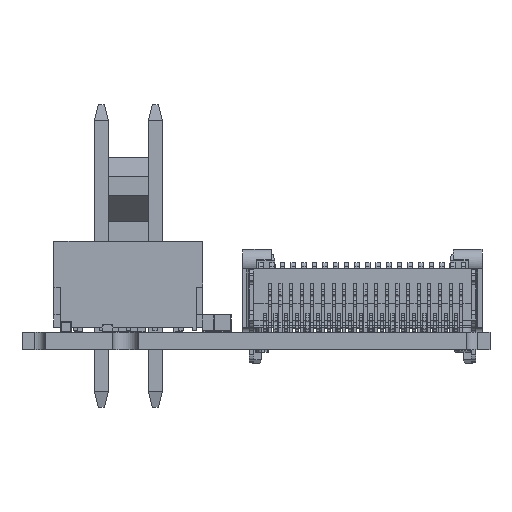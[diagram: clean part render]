
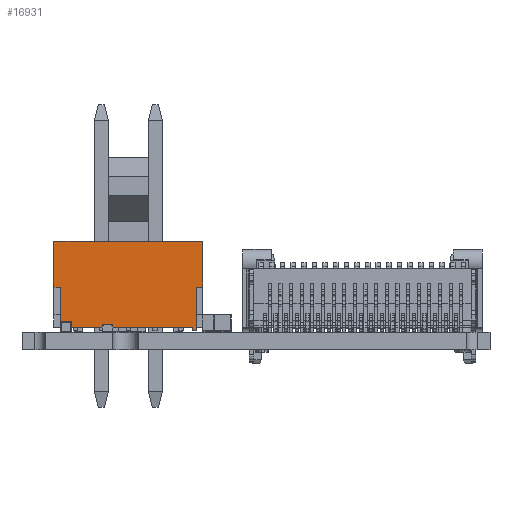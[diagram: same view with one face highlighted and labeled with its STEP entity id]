
A CAD part, front view. The second image highlights one B-rep face of the part: STEP entity #16931.
In plain terms, the highlighted face is planar.
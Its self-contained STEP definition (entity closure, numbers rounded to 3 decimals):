
#16128 = VERTEX_POINT('',#16129);
#16129 = CARTESIAN_POINT('',(-7.,3.875,-0.525));
#16135 = EDGE_CURVE('',#16128,#16136,#16138,.T.);
#16136 = VERTEX_POINT('',#16137);
#16137 = CARTESIAN_POINT('',(-7.,1.725,-0.525));
#16138 = LINE('',#16139,#16140);
#16139 = CARTESIAN_POINT('',(-7.,3.875,-0.525));
#16140 = VECTOR('',#16141,1.);
#16141 = DIRECTION('',(0.,-1.,0.));
#16416 = VERTEX_POINT('',#16417);
#16417 = CARTESIAN_POINT('',(-6.5,-0.175,-0.525));
#16423 = EDGE_CURVE('',#16424,#16416,#16426,.T.);
#16424 = VERTEX_POINT('',#16425);
#16425 = CARTESIAN_POINT('',(-0.5,-0.175,-0.525));
#16426 = LINE('',#16427,#16428);
#16427 = CARTESIAN_POINT('',(0.,-0.175,-0.525));
#16428 = VECTOR('',#16429,1.);
#16429 = DIRECTION('',(-1.,0.,0.));
#16855 = VERTEX_POINT('',#16856);
#16856 = CARTESIAN_POINT('',(0.,3.875,-0.525));
#16862 = EDGE_CURVE('',#16855,#16128,#16863,.T.);
#16863 = LINE('',#16864,#16865);
#16864 = CARTESIAN_POINT('',(0.,3.875,-0.525));
#16865 = VECTOR('',#16866,1.);
#16866 = DIRECTION('',(-1.,0.,0.));
#16931 = ADVANCED_FACE('',(#16932),#17005,.F.);
#16932 = FACE_BOUND('',#16933,.T.);
#16933 = EDGE_LOOP('',(#16934,#16944,#16952,#16960,#16966,#16967,#16975,
    #16983,#16991,#16997,#16998,#16999));
#16934 = ORIENTED_EDGE('',*,*,#16935,.F.);
#16935 = EDGE_CURVE('',#16936,#16938,#16940,.T.);
#16936 = VERTEX_POINT('',#16937);
#16937 = CARTESIAN_POINT('',(-0.3,1.725,-0.525));
#16938 = VERTEX_POINT('',#16939);
#16939 = CARTESIAN_POINT('',(0.,1.725,-0.525));
#16940 = LINE('',#16941,#16942);
#16941 = CARTESIAN_POINT('',(-0.5,1.725,-0.525));
#16942 = VECTOR('',#16943,1.);
#16943 = DIRECTION('',(1.,0.,0.));
#16944 = ORIENTED_EDGE('',*,*,#16945,.T.);
#16945 = EDGE_CURVE('',#16936,#16946,#16948,.T.);
#16946 = VERTEX_POINT('',#16947);
#16947 = CARTESIAN_POINT('',(-0.3,-0.325,-0.525));
#16948 = LINE('',#16949,#16950);
#16949 = CARTESIAN_POINT('',(-0.3,-0.325,-0.525));
#16950 = VECTOR('',#16951,1.);
#16951 = DIRECTION('',(0.,-1.,0.));
#16952 = ORIENTED_EDGE('',*,*,#16953,.T.);
#16953 = EDGE_CURVE('',#16946,#16954,#16956,.T.);
#16954 = VERTEX_POINT('',#16955);
#16955 = CARTESIAN_POINT('',(-0.5,-0.325,-0.525));
#16956 = LINE('',#16957,#16958);
#16957 = CARTESIAN_POINT('',(-0.3,-0.325,-0.525));
#16958 = VECTOR('',#16959,1.);
#16959 = DIRECTION('',(-1.,0.,0.));
#16960 = ORIENTED_EDGE('',*,*,#16961,.F.);
#16961 = EDGE_CURVE('',#16424,#16954,#16962,.T.);
#16962 = LINE('',#16963,#16964);
#16963 = CARTESIAN_POINT('',(-0.5,-0.325,-0.525));
#16964 = VECTOR('',#16965,1.);
#16965 = DIRECTION('',(0.,-1.,0.));
#16966 = ORIENTED_EDGE('',*,*,#16423,.T.);
#16967 = ORIENTED_EDGE('',*,*,#16968,.T.);
#16968 = EDGE_CURVE('',#16416,#16969,#16971,.T.);
#16969 = VERTEX_POINT('',#16970);
#16970 = CARTESIAN_POINT('',(-6.5,-0.325,-0.525));
#16971 = LINE('',#16972,#16973);
#16972 = CARTESIAN_POINT('',(-6.5,-0.325,-0.525));
#16973 = VECTOR('',#16974,1.);
#16974 = DIRECTION('',(0.,-1.,0.));
#16975 = ORIENTED_EDGE('',*,*,#16976,.F.);
#16976 = EDGE_CURVE('',#16977,#16969,#16979,.T.);
#16977 = VERTEX_POINT('',#16978);
#16978 = CARTESIAN_POINT('',(-6.7,-0.325,-0.525));
#16979 = LINE('',#16980,#16981);
#16980 = CARTESIAN_POINT('',(-6.7,-0.325,-0.525));
#16981 = VECTOR('',#16982,1.);
#16982 = DIRECTION('',(1.,0.,0.));
#16983 = ORIENTED_EDGE('',*,*,#16984,.F.);
#16984 = EDGE_CURVE('',#16985,#16977,#16987,.T.);
#16985 = VERTEX_POINT('',#16986);
#16986 = CARTESIAN_POINT('',(-6.7,1.725,-0.525));
#16987 = LINE('',#16988,#16989);
#16988 = CARTESIAN_POINT('',(-6.7,-0.325,-0.525));
#16989 = VECTOR('',#16990,1.);
#16990 = DIRECTION('',(0.,-1.,0.));
#16991 = ORIENTED_EDGE('',*,*,#16992,.T.);
#16992 = EDGE_CURVE('',#16985,#16136,#16993,.T.);
#16993 = LINE('',#16994,#16995);
#16994 = CARTESIAN_POINT('',(-6.5,1.725,-0.525));
#16995 = VECTOR('',#16996,1.);
#16996 = DIRECTION('',(-1.,0.,0.));
#16997 = ORIENTED_EDGE('',*,*,#16135,.F.);
#16998 = ORIENTED_EDGE('',*,*,#16862,.F.);
#16999 = ORIENTED_EDGE('',*,*,#17000,.T.);
#17000 = EDGE_CURVE('',#16855,#16938,#17001,.T.);
#17001 = LINE('',#17002,#17003);
#17002 = CARTESIAN_POINT('',(0.,3.875,-0.525));
#17003 = VECTOR('',#17004,1.);
#17004 = DIRECTION('',(0.,-1.,0.));
#17005 = PLANE('',#17006);
#17006 = AXIS2_PLACEMENT_3D('',#17007,#17008,#17009);
#17007 = CARTESIAN_POINT('',(0.,3.875,-0.525));
#17008 = DIRECTION('',(0.,0.,1.));
#17009 = DIRECTION('',(1.,0.,0.));
